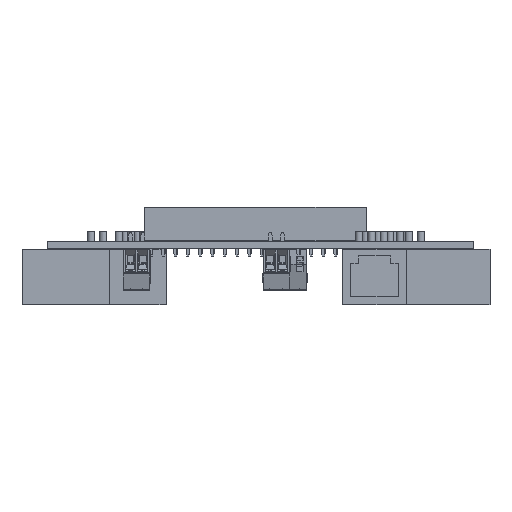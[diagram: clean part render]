
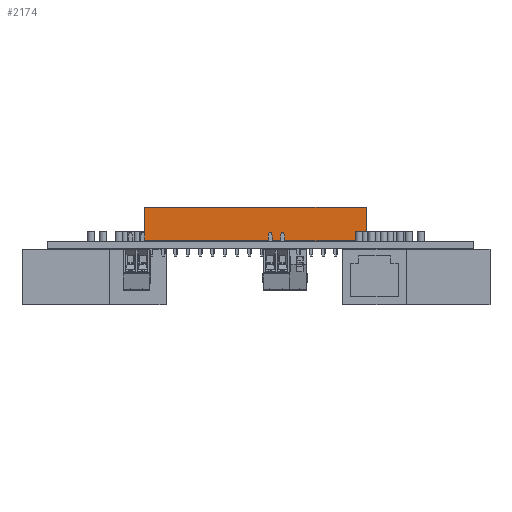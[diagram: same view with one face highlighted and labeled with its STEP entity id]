
A CAD part, left-side view. The second image highlights one B-rep face of the part: STEP entity #2174.
In plain terms, the highlighted planar face has unit normal (-1, 0, 0).
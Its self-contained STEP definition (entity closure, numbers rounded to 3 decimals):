
#151 = VERTEX_POINT('',#152);
#152 = CARTESIAN_POINT('',(-1.27,-44.45,0.));
#160 = EDGE_CURVE('',#151,#161,#163,.T.);
#161 = VERTEX_POINT('',#162);
#162 = CARTESIAN_POINT('',(-1.27,-44.45,7.));
#163 = LINE('',#164,#165);
#164 = CARTESIAN_POINT('',(-1.27,-44.45,0.));
#165 = VECTOR('',#166,1.);
#166 = DIRECTION('',(0.,0.,1.));
#223 = VERTEX_POINT('',#224);
#224 = CARTESIAN_POINT('',(-1.27,1.27,7.));
#230 = EDGE_CURVE('',#231,#223,#233,.T.);
#231 = VERTEX_POINT('',#232);
#232 = CARTESIAN_POINT('',(-1.27,1.27,0.));
#233 = LINE('',#234,#235);
#234 = CARTESIAN_POINT('',(-1.27,1.27,0.));
#235 = VECTOR('',#236,1.);
#236 = DIRECTION('',(0.,0.,1.));
#295 = EDGE_CURVE('',#223,#161,#296,.T.);
#296 = LINE('',#297,#298);
#297 = CARTESIAN_POINT('',(-1.27,1.27,7.));
#298 = VECTOR('',#299,1.);
#299 = DIRECTION('',(0.,-1.,0.));
#929 = EDGE_CURVE('',#231,#151,#930,.T.);
#930 = LINE('',#931,#932);
#931 = CARTESIAN_POINT('',(-1.27,1.27,0.));
#932 = VECTOR('',#933,1.);
#933 = DIRECTION('',(0.,-1.,0.));
#2174 = ADVANCED_FACE('',(#2175),#2181,.F.);
#2175 = FACE_BOUND('',#2176,.F.);
#2176 = EDGE_LOOP('',(#2177,#2178,#2179,#2180));
#2177 = ORIENTED_EDGE('',*,*,#230,.T.);
#2178 = ORIENTED_EDGE('',*,*,#295,.T.);
#2179 = ORIENTED_EDGE('',*,*,#160,.F.);
#2180 = ORIENTED_EDGE('',*,*,#929,.F.);
#2181 = PLANE('',#2182);
#2182 = AXIS2_PLACEMENT_3D('',#2183,#2184,#2185);
#2183 = CARTESIAN_POINT('',(-1.27,1.27,0.));
#2184 = DIRECTION('',(1.,0.,0.));
#2185 = DIRECTION('',(0.,-1.,0.));
